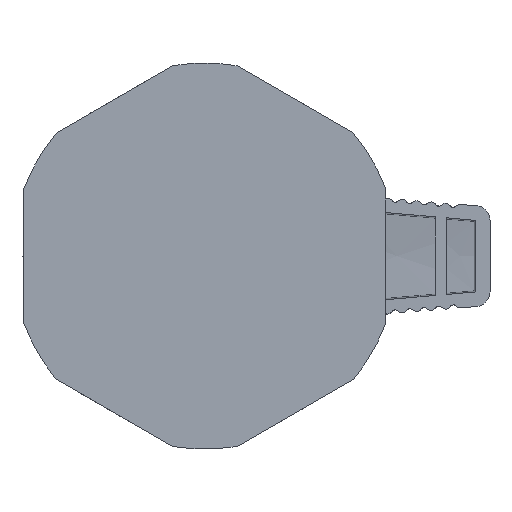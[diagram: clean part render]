
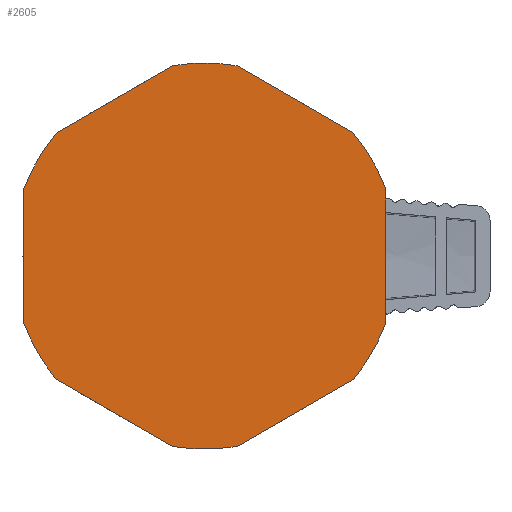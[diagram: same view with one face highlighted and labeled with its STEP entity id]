
A CAD part, front view. The second image highlights one B-rep face of the part: STEP entity #2605.
In plain terms, the highlighted planar face has unit normal (0, -1, 0).
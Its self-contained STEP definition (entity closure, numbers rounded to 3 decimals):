
#85 = EDGE_CURVE('',#86,#88,#90,.T.);
#86 = VERTEX_POINT('',#87);
#87 = CARTESIAN_POINT('',(2122.491,1991.827,
    26.028));
#88 = VERTEX_POINT('',#89);
#89 = CARTESIAN_POINT('',(2126.909,1991.827,26.4));
#90 = CIRCLE('',#91,26.4);
#91 = AXIS2_PLACEMENT_3D('',#92,#93,#94);
#92 = CARTESIAN_POINT('',(2126.909,1991.827,
    0.));
#93 = DIRECTION('',(0.,1.,0.));
#94 = DIRECTION('',(-0.167,0.,0.986));
#2605 = ADVANCED_FACE('',(#2606),#2709,.T.);
#2606 = FACE_BOUND('',#2607,.T.);
#2607 = EDGE_LOOP('',(#2608,#2619,#2627,#2636,#2644,#2653,#2661,#2668,
    #2669,#2677,#2686,#2694,#2703));
#2608 = ORIENTED_EDGE('',*,*,#2609,.T.);
#2609 = EDGE_CURVE('',#2610,#2612,#2614,.T.);
#2610 = VERTEX_POINT('',#2611);
#2611 = CARTESIAN_POINT('',(2122.491,1991.827,
    -26.028));
#2612 = VERTEX_POINT('',#2613);
#2613 = CARTESIAN_POINT('',(2131.328,1991.827,
    -26.028));
#2614 = CIRCLE('',#2615,26.4);
#2615 = AXIS2_PLACEMENT_3D('',#2616,#2617,#2618);
#2616 = CARTESIAN_POINT('',(2126.909,1991.827,
    0.));
#2617 = DIRECTION('',(0.,-1.,0.));
#2618 = DIRECTION('',(-0.167,0.,-0.986
    ));
#2619 = ORIENTED_EDGE('',*,*,#2620,.T.);
#2620 = EDGE_CURVE('',#2612,#2621,#2623,.T.);
#2621 = VERTEX_POINT('',#2622);
#2622 = CARTESIAN_POINT('',(2147.241,1991.827,
    -16.841));
#2623 = LINE('',#2624,#2625);
#2624 = CARTESIAN_POINT('',(2131.328,1991.827,
    -26.028));
#2625 = VECTOR('',#2626,1.);
#2626 = DIRECTION('',(0.866,0.,0.5));
#2627 = ORIENTED_EDGE('',*,*,#2628,.T.);
#2628 = EDGE_CURVE('',#2621,#2629,#2631,.T.);
#2629 = VERTEX_POINT('',#2630);
#2630 = CARTESIAN_POINT('',(2151.659,1991.827,
    -9.187));
#2631 = CIRCLE('',#2632,26.4);
#2632 = AXIS2_PLACEMENT_3D('',#2633,#2634,#2635);
#2633 = CARTESIAN_POINT('',(2126.909,1991.827,
    0.));
#2634 = DIRECTION('',(0.,-1.,0.));
#2635 = DIRECTION('',(0.77,0.,-0.638)
  );
#2636 = ORIENTED_EDGE('',*,*,#2637,.T.);
#2637 = EDGE_CURVE('',#2629,#2638,#2640,.T.);
#2638 = VERTEX_POINT('',#2639);
#2639 = CARTESIAN_POINT('',(2151.659,1991.827,
    9.187));
#2640 = LINE('',#2641,#2642);
#2641 = CARTESIAN_POINT('',(2151.659,1991.827,
    -9.187));
#2642 = VECTOR('',#2643,1.);
#2643 = DIRECTION('',(0.,0.,1.));
#2644 = ORIENTED_EDGE('',*,*,#2645,.T.);
#2645 = EDGE_CURVE('',#2638,#2646,#2648,.T.);
#2646 = VERTEX_POINT('',#2647);
#2647 = CARTESIAN_POINT('',(2147.241,1991.827,
    16.841));
#2648 = CIRCLE('',#2649,26.4);
#2649 = AXIS2_PLACEMENT_3D('',#2650,#2651,#2652);
#2650 = CARTESIAN_POINT('',(2126.909,1991.827,
    0.));
#2651 = DIRECTION('',(0.,-1.,0.));
#2652 = DIRECTION('',(0.938,0.,0.348));
#2653 = ORIENTED_EDGE('',*,*,#2654,.T.);
#2654 = EDGE_CURVE('',#2646,#2655,#2657,.T.);
#2655 = VERTEX_POINT('',#2656);
#2656 = CARTESIAN_POINT('',(2131.328,1991.827,
    26.028));
#2657 = LINE('',#2658,#2659);
#2658 = CARTESIAN_POINT('',(2147.241,1991.827,
    16.841));
#2659 = VECTOR('',#2660,1.);
#2660 = DIRECTION('',(-0.866,0.,0.5));
#2661 = ORIENTED_EDGE('',*,*,#2662,.T.);
#2662 = EDGE_CURVE('',#2655,#88,#2663,.T.);
#2663 = CIRCLE('',#2664,26.4);
#2664 = AXIS2_PLACEMENT_3D('',#2665,#2666,#2667);
#2665 = CARTESIAN_POINT('',(2126.909,1991.827,
    0.));
#2666 = DIRECTION('',(0.,-1.,0.));
#2667 = DIRECTION('',(0.167,0.,0.986)
  );
#2668 = ORIENTED_EDGE('',*,*,#85,.F.);
#2669 = ORIENTED_EDGE('',*,*,#2670,.T.);
#2670 = EDGE_CURVE('',#86,#2671,#2673,.T.);
#2671 = VERTEX_POINT('',#2672);
#2672 = CARTESIAN_POINT('',(2106.578,1991.827,
    16.841));
#2673 = LINE('',#2674,#2675);
#2674 = CARTESIAN_POINT('',(2122.491,1991.827,
    26.028));
#2675 = VECTOR('',#2676,1.);
#2676 = DIRECTION('',(-0.866,0.,-0.5));
#2677 = ORIENTED_EDGE('',*,*,#2678,.T.);
#2678 = EDGE_CURVE('',#2671,#2679,#2681,.T.);
#2679 = VERTEX_POINT('',#2680);
#2680 = CARTESIAN_POINT('',(2102.159,1991.827,
    9.187));
#2681 = CIRCLE('',#2682,26.4);
#2682 = AXIS2_PLACEMENT_3D('',#2683,#2684,#2685);
#2683 = CARTESIAN_POINT('',(2126.909,1991.827,
    0.));
#2684 = DIRECTION('',(0.,-1.,0.));
#2685 = DIRECTION('',(-0.77,0.,0.638)
  );
#2686 = ORIENTED_EDGE('',*,*,#2687,.T.);
#2687 = EDGE_CURVE('',#2679,#2688,#2690,.T.);
#2688 = VERTEX_POINT('',#2689);
#2689 = CARTESIAN_POINT('',(2102.159,1991.827,
    -9.187));
#2690 = LINE('',#2691,#2692);
#2691 = CARTESIAN_POINT('',(2102.159,1991.827,
    9.187));
#2692 = VECTOR('',#2693,1.);
#2693 = DIRECTION('',(0.,0.,-1.));
#2694 = ORIENTED_EDGE('',*,*,#2695,.T.);
#2695 = EDGE_CURVE('',#2688,#2696,#2698,.T.);
#2696 = VERTEX_POINT('',#2697);
#2697 = CARTESIAN_POINT('',(2106.578,1991.827,
    -16.841));
#2698 = CIRCLE('',#2699,26.4);
#2699 = AXIS2_PLACEMENT_3D('',#2700,#2701,#2702);
#2700 = CARTESIAN_POINT('',(2126.909,1991.827,
    0.));
#2701 = DIRECTION('',(0.,-1.,0.));
#2702 = DIRECTION('',(-0.938,0.,-0.348));
#2703 = ORIENTED_EDGE('',*,*,#2704,.T.);
#2704 = EDGE_CURVE('',#2696,#2610,#2705,.T.);
#2705 = LINE('',#2706,#2707);
#2706 = CARTESIAN_POINT('',(2106.578,1991.827,
    -16.841));
#2707 = VECTOR('',#2708,1.);
#2708 = DIRECTION('',(0.866,0.,-0.5));
#2709 = PLANE('',#2710);
#2710 = AXIS2_PLACEMENT_3D('',#2711,#2712,#2713);
#2711 = CARTESIAN_POINT('',(0.,1991.827,0.));
#2712 = DIRECTION('',(0.,-1.,0.));
#2713 = DIRECTION('',(0.,0.,-1.));
